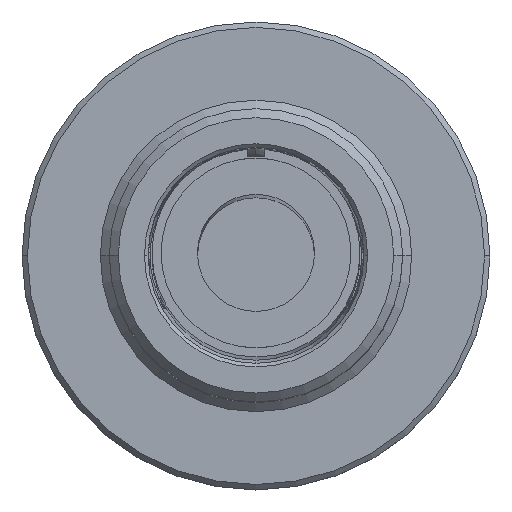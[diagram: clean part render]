
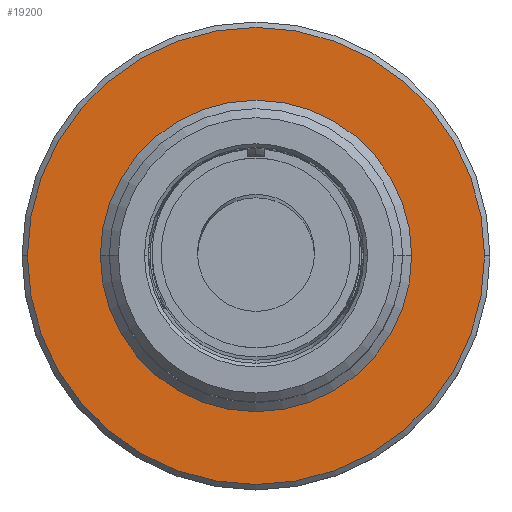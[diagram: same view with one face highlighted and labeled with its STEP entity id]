
A CAD part, top view. The second image highlights one B-rep face of the part: STEP entity #19200.
In plain terms, the highlighted planar face has unit normal (0, 0, 1).
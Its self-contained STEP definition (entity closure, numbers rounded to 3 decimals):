
#530 = CARTESIAN_POINT ( 'NONE',  ( 0., 0., 2.5 ) ) ;
#1296 = EDGE_LOOP ( 'NONE', ( #21543, #5194 ) ) ;
#1672 = CARTESIAN_POINT ( 'NONE',  ( 8.65, 0., 2.5 ) ) ;
#1744 = CARTESIAN_POINT ( 'NONE',  ( 0., 0., 2.5 ) ) ;
#2200 = AXIS2_PLACEMENT_3D ( 'NONE', #2837, #25616, #17447 ) ;
#2672 = AXIS2_PLACEMENT_3D ( 'NONE', #16898, #8592, #8508 ) ;
#2837 = CARTESIAN_POINT ( 'NONE',  ( 0., 0., 2.5 ) ) ;
#4576 = DIRECTION ( 'NONE',  ( 0., 0., 1. ) ) ;
#4742 = CARTESIAN_POINT ( 'NONE',  ( -8.65, 0., 2.5 ) ) ;
#4960 = AXIS2_PLACEMENT_3D ( 'NONE', #8345, #22972, #10433 ) ;
#5194 = ORIENTED_EDGE ( 'NONE', *, *, #14997, .T. ) ;
#5417 = CIRCLE ( 'NONE', #2200, 8.65 ) ;
#5506 = VERTEX_POINT ( 'NONE', #16395 ) ;
#7648 = EDGE_CURVE ( 'NONE', #11802, #18811, #21341, .T. ) ;
#8058 = CARTESIAN_POINT ( 'NONE',  ( 12.7, 0., 2.5 ) ) ;
#8345 = CARTESIAN_POINT ( 'NONE',  ( 0., 0., 2.5 ) ) ;
#8508 = DIRECTION ( 'NONE',  ( 1., 0., 0. ) ) ;
#8592 = DIRECTION ( 'NONE',  ( 0., 0., 1. ) ) ;
#10145 = DIRECTION ( 'NONE',  ( 0., 0., -1. ) ) ;
#10433 = DIRECTION ( 'NONE',  ( 1., 0., 0. ) ) ;
#11449 = EDGE_LOOP ( 'NONE', ( #17325, #14659 ) ) ;
#11802 = VERTEX_POINT ( 'NONE', #4742 ) ;
#12719 = FACE_BOUND ( 'NONE', #1296, .T. ) ;
#14659 = ORIENTED_EDGE ( 'NONE', *, *, #19215, .T. ) ;
#14737 = AXIS2_PLACEMENT_3D ( 'NONE', #530, #4576, #15243 ) ;
#14997 = EDGE_CURVE ( 'NONE', #18811, #11802, #5417, .T. ) ;
#15243 = DIRECTION ( 'NONE',  ( 1., 0., 0. ) ) ;
#15333 = CIRCLE ( 'NONE', #14737, 12.7 ) ;
#16395 = CARTESIAN_POINT ( 'NONE',  ( -12.7, 0., 2.5 ) ) ;
#16898 = CARTESIAN_POINT ( 'NONE',  ( 0., 0., 2.5 ) ) ;
#17325 = ORIENTED_EDGE ( 'NONE', *, *, #19737, .T. ) ;
#17447 = DIRECTION ( 'NONE',  ( 1., 0., 0. ) ) ;
#17984 = FACE_OUTER_BOUND ( 'NONE', #11449, .T. ) ;
#18319 = CIRCLE ( 'NONE', #4960, 12.7 ) ;
#18811 = VERTEX_POINT ( 'NONE', #1672 ) ;
#19200 = ADVANCED_FACE ( 'NONE', ( #12719, #17984 ), #22886, .T. ) ;
#19215 = EDGE_CURVE ( 'NONE', #22551, #5506, #18319, .T. ) ;
#19737 = EDGE_CURVE ( 'NONE', #5506, #22551, #15333, .T. ) ;
#21341 = CIRCLE ( 'NONE', #22789, 8.65 ) ;
#21543 = ORIENTED_EDGE ( 'NONE', *, *, #7648, .T. ) ;
#22551 = VERTEX_POINT ( 'NONE', #8058 ) ;
#22789 = AXIS2_PLACEMENT_3D ( 'NONE', #1744, #10145, #26531 ) ;
#22886 = PLANE ( 'NONE',  #2672 ) ;
#22972 = DIRECTION ( 'NONE',  ( 0., 0., 1. ) ) ;
#25616 = DIRECTION ( 'NONE',  ( 0., 0., -1. ) ) ;
#26531 = DIRECTION ( 'NONE',  ( 1., 0., 0. ) ) ;
